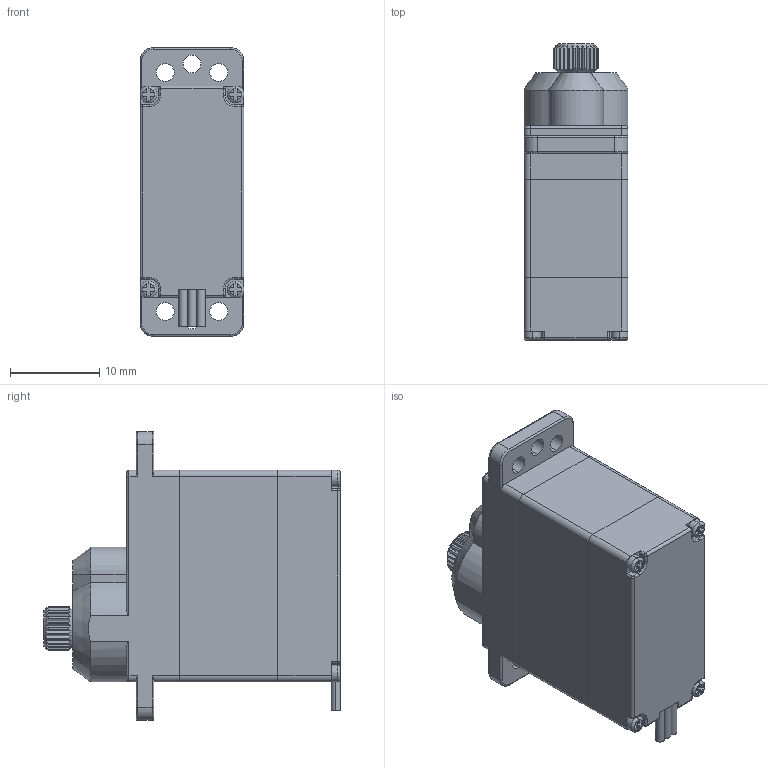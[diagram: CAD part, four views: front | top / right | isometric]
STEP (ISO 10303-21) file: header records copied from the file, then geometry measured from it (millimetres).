
FILE_DESCRIPTION (( 'STEP AP214' ), '1' );
FILE_NAME ('HiTEC HS-70MG.STEP', '2015-04-03T14:59:32', ( '' ), ( '' ), 'SwSTEP 2.0', 'SolidWorks 2013', '' );
FILE_SCHEMA (( 'AUTOMOTIVE_DESIGN' ));
Length unit declared in the file: millimetre
Products named in the file (9): wire_3; wire_2; wire_1; body_3; body_2; body_1; spline; screw; HiTEC HS-70MG
Assembly tree (11 placements, depth 2):
  HiTEC HS-70MG
    screw  x4
    spline
    body_1
    body_2
    body_3
    wire_1
    wire_2
    wire_3
Bounding box: 11.65 x 33.25 x 32.4 mm (x, y, z)
Volume: 7536.6 mm3; surface area: 4083 mm2
Topology: 11 solids, 11 shells, 356 faces, 928 edges, 596 vertices
Faces by surface type: plane 185, cylinder 130, bspline 29, cone 9, torus 3
Entity records: 10022 total; most frequent: CARTESIAN_POINT 2709, ORIENTED_EDGE 1508, DIRECTION 1400, EDGE_CURVE 754, AXIS2_PLACEMENT_3D 526, VERTEX_POINT 482, VECTOR 348, LINE 348
